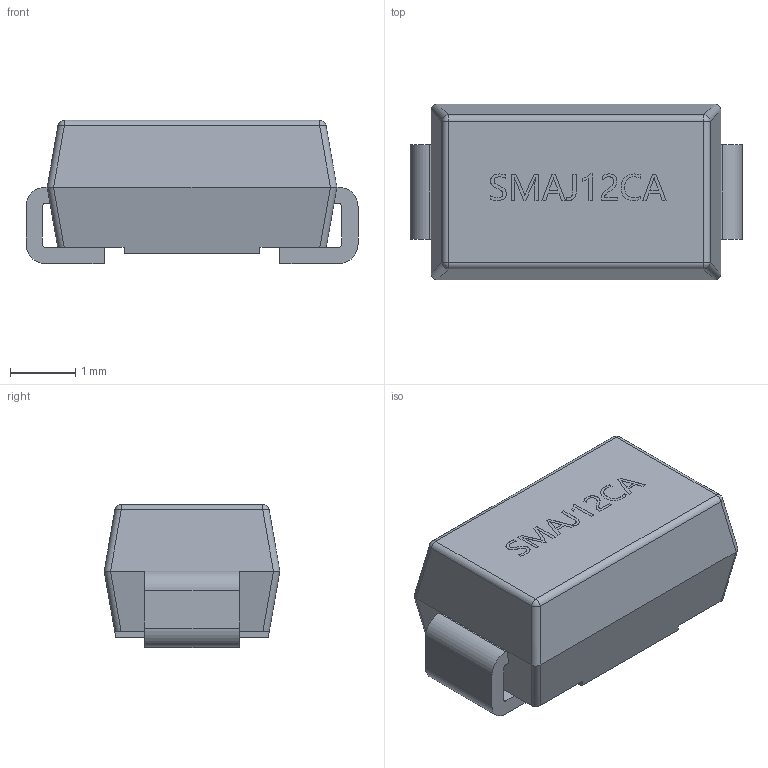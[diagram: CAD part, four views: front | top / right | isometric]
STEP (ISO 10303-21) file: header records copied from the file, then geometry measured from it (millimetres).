
FILE_DESCRIPTION (( 'STEP AP214' ), '1' );
FILE_NAME ('SMA_L4.4-W2.8-LS5.1-BI.STEP', '2021-09-15T03:24:23', ( 'PC' ), ( 'Microsoft' ), 'SwSTEP 2.0', 'SolidWorks 2018', '' );
FILE_SCHEMA (( 'AUTOMOTIVE_DESIGN' ));
Length unit declared in the file: millimetre
Products named in the file (2): SMA_L4.4-W2.8-LS5.1-BI
Bounding box: 5.1 x 2.7 x 2.2 mm (x, y, z)
Volume: 23.1 mm3; surface area: 56.4 mm2
Topology: 1 solids, 1 shells, 227 faces, 608 edges, 396 vertices
Faces by surface type: plane 145, bspline 58, cylinder 20, sphere 4
Entity records: 12172 total; most frequent: CARTESIAN_POINT 4355, ORIENTED_EDGE 1216, DIRECTION 854, EDGE_CURVE 608, VECTOR 456, LINE 456, VERTEX_POINT 396, EDGE_LOOP 244
